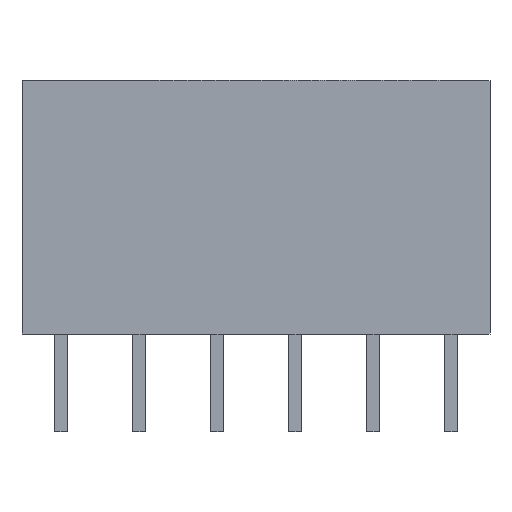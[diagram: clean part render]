
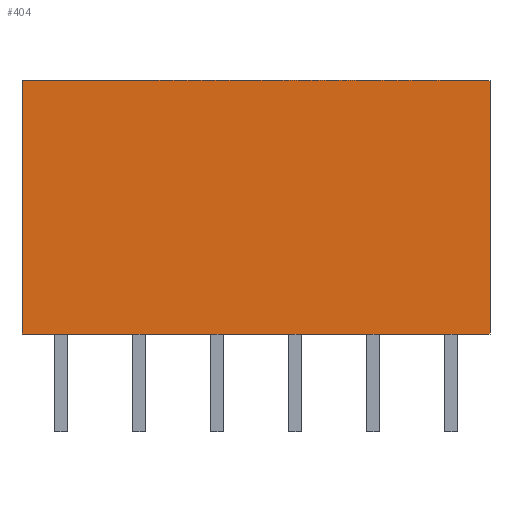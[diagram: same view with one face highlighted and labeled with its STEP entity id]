
A CAD part, front view. The second image highlights one B-rep face of the part: STEP entity #404.
In plain terms, the highlighted planar face has unit normal (0, -1, 0).
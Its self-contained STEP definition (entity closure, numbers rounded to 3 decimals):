
#70=CARTESIAN_POINT('',(13.97,-1.27,0.0));
#71=VERTEX_POINT('',#70);
#72=CARTESIAN_POINT('',(13.97,-1.27,8.255));
#73=VERTEX_POINT('',#72);
#74=CARTESIAN_POINT('',(13.97,-1.27,0.0));
#75=DIRECTION('',(0.0,0.0,1.0));
#76=VECTOR('',#75,8.255);
#77=LINE('',#74,#76);
#78=EDGE_CURVE('',#71,#73,#77,.T.);
#119=CARTESIAN_POINT('',(-1.27,-1.27,8.255));
#120=VERTEX_POINT('',#119);
#127=CARTESIAN_POINT('',(-1.27,-1.27,8.255));
#128=DIRECTION('',(1.0,0.0,0.0));
#129=VECTOR('',#128,15.24);
#130=LINE('',#127,#129);
#131=EDGE_CURVE('',#120,#73,#130,.T.);
#370=CARTESIAN_POINT('',(-1.27,-1.27,0.0));
#371=VERTEX_POINT('',#370);
#372=CARTESIAN_POINT('',(-1.27,-1.27,0.0));
#373=DIRECTION('',(1.0,0.0,0.0));
#374=VECTOR('',#373,15.24);
#375=LINE('',#372,#374);
#376=EDGE_CURVE('',#371,#71,#375,.T.);
#388=CARTESIAN_POINT('',(-1.27,-1.27,8.255));
#389=DIRECTION('',(0.0,1.0,0.0));
#390=DIRECTION('',(-1.0,0.0,0.0));
#391=AXIS2_PLACEMENT_3D('',#388,#389,#390);
#392=PLANE('',#391);
#393=ORIENTED_EDGE('',*,*,#78,.T.);
#394=ORIENTED_EDGE('',*,*,#131,.F.);
#395=CARTESIAN_POINT('',(-1.27,-1.27,8.255));
#396=DIRECTION('',(0.0,0.0,-1.0));
#397=VECTOR('',#396,8.255);
#398=LINE('',#395,#397);
#399=EDGE_CURVE('',#120,#371,#398,.T.);
#400=ORIENTED_EDGE('',*,*,#399,.T.);
#401=ORIENTED_EDGE('',*,*,#376,.T.);
#402=EDGE_LOOP('',(#393,#394,#400,#401));
#403=FACE_OUTER_BOUND('',#402,.T.);
#404=ADVANCED_FACE('',(#403),#392,.F.);
